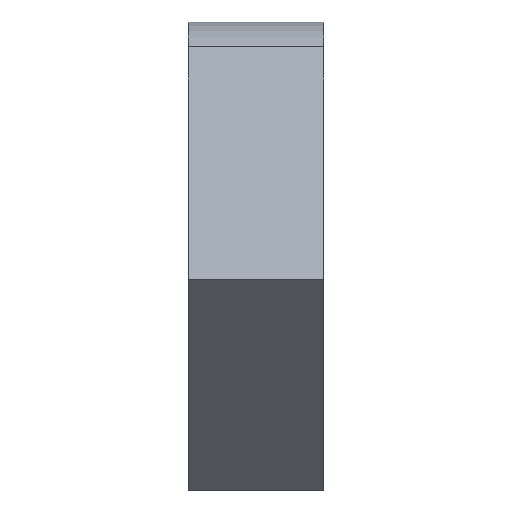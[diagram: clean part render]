
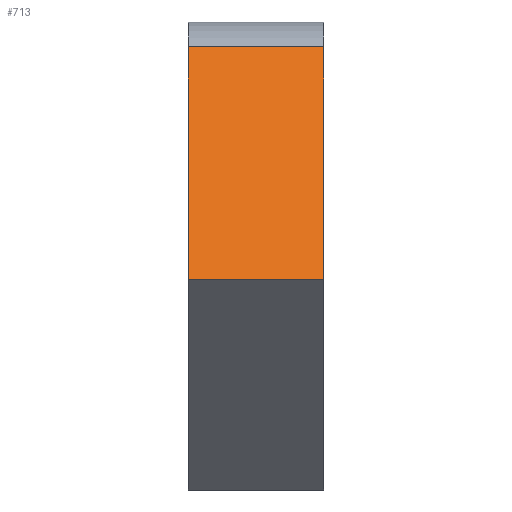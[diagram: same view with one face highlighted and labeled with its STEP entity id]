
A CAD part, front view. The second image highlights one B-rep face of the part: STEP entity #713.
In plain terms, the highlighted planar face has unit normal (0, -0.707, 0.707).
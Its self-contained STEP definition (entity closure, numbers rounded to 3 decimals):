
#47=PLANE('',#772);
#66=FACE_OUTER_BOUND('',#101,.T.);
#101=EDGE_LOOP('',(#504,#505,#506,#507));
#170=LINE('',#1072,#232);
#171=LINE('',#1075,#233);
#172=LINE('',#1077,#234);
#173=LINE('',#1078,#235);
#232=VECTOR('',#860,10.);
#233=VECTOR('',#863,10.);
#234=VECTOR('',#864,10.);
#235=VECTOR('',#865,10.);
#332=VERTEX_POINT('',#1065);
#335=VERTEX_POINT('',#1070);
#336=VERTEX_POINT('',#1074);
#337=VERTEX_POINT('',#1076);
#402=EDGE_CURVE('',#335,#332,#170,.T.);
#403=EDGE_CURVE('',#336,#335,#171,.T.);
#404=EDGE_CURVE('',#336,#337,#172,.T.);
#405=EDGE_CURVE('',#332,#337,#173,.T.);
#504=ORIENTED_EDGE('',*,*,#402,.F.);
#505=ORIENTED_EDGE('',*,*,#403,.F.);
#506=ORIENTED_EDGE('',*,*,#404,.T.);
#507=ORIENTED_EDGE('',*,*,#405,.F.);
#713=ADVANCED_FACE('',(#66),#47,.T.);
#772=AXIS2_PLACEMENT_3D('',#1073,#861,#862);
#860=DIRECTION('',(1.,0.,0.));
#861=DIRECTION('center_axis',(0.,-0.707,0.707));
#862=DIRECTION('ref_axis',(0.,-0.707,-0.707));
#863=DIRECTION('',(0.,0.707,0.707));
#864=DIRECTION('',(1.,0.,0.));
#865=DIRECTION('',(0.,-0.707,-0.707));
#1065=CARTESIAN_POINT('',(16.,4.645,54.142));
#1070=CARTESIAN_POINT('',(-16.,4.645,54.142));
#1072=CARTESIAN_POINT('',(0.,4.645,54.142));
#1073=CARTESIAN_POINT('Origin',(0.,10.503,60.));
#1074=CARTESIAN_POINT('',(-16.,-50.205,-0.707));
#1075=CARTESIAN_POINT('',(-16.,-24.749,24.749));
#1076=CARTESIAN_POINT('',(16.,-50.205,-0.707));
#1077=CARTESIAN_POINT('',(0.,-50.205,-0.707));
#1078=CARTESIAN_POINT('',(16.,10.503,60.));
